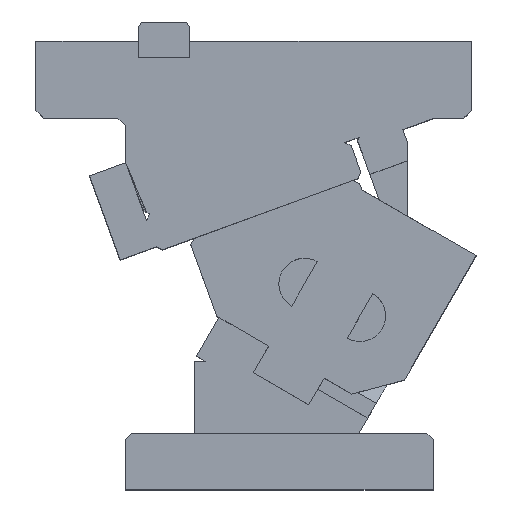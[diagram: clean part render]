
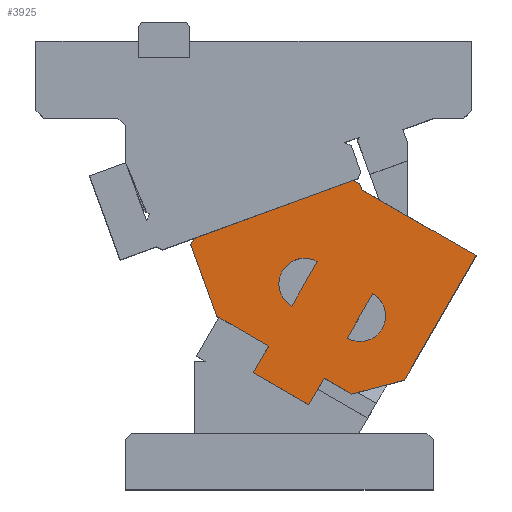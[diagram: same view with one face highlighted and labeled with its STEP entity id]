
A CAD part, top view. The second image highlights one B-rep face of the part: STEP entity #3925.
In plain terms, the highlighted planar face has unit normal (0, 0, 1).
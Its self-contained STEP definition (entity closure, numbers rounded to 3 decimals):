
#3565=CARTESIAN_POINT('Vertex',(-54.825,-35.269,0.)) ;
#3588=CARTESIAN_POINT('Vertex',(-44.825,-17.948,0.)) ;
#3591=CARTESIAN_POINT('Line Origine',(-49.825,-26.609,0.)) ;
#3671=CARTESIAN_POINT('Axis2P3D Location',(-71.475,-14.109,0.)) ;
#3675=CARTESIAN_POINT('Vertex',(-66.475,-5.448,0.)) ;
#3677=CARTESIAN_POINT('Vertex',(-80.538,-9.882,0.)) ;
#3710=CARTESIAN_POINT('Axis2P3D Location',(-71.475,-14.109,0.)) ;
#3714=CARTESIAN_POINT('Vertex',(-76.475,-22.769,0.)) ;
#3755=CARTESIAN_POINT('Line Origine',(-71.475,-14.109,0.)) ;
#3768=CARTESIAN_POINT('Axis2P3D Location',(-116.453,2.95,0.)) ;
#3773=CARTESIAN_POINT('Line Origine',(-18.509,-27.368,0.)) ;
#3777=CARTESIAN_POINT('Vertex',(-4.509,-3.119,0.)) ;
#3779=CARTESIAN_POINT('Vertex',(-32.509,-51.617,0.)) ;
#3782=CARTESIAN_POINT('Line Origine',(-26.819,9.761,0.)) ;
#3786=CARTESIAN_POINT('Vertex',(-49.128,22.642,0.)) ;
#3789=CARTESIAN_POINT('Line Origine',(-49.56,23.827,0.)) ;
#3793=CARTESIAN_POINT('Vertex',(-49.991,25.012,0.)) ;
#3796=CARTESIAN_POINT('Line Origine',(-51.273,25.609,0.)) ;
#3800=CARTESIAN_POINT('Vertex',(-52.554,26.207,0.)) ;
#3803=CARTESIAN_POINT('Line Origine',(-83.564,14.92,0.)) ;
#3807=CARTESIAN_POINT('Vertex',(-114.574,3.634,0.)) ;
#3810=CARTESIAN_POINT('Line Origine',(-115.172,2.352,0.)) ;
#3814=CARTESIAN_POINT('Vertex',(-115.769,1.07,0.)) ;
#3817=CARTESIAN_POINT('Line Origine',(-110.715,-12.817,0.)) ;
#3821=CARTESIAN_POINT('Vertex',(-105.661,-26.703,0.)) ;
#3824=CARTESIAN_POINT('Line Origine',(-95.568,-32.53,0.)) ;
#3828=CARTESIAN_POINT('Vertex',(-85.475,-38.357,0.)) ;
#3831=CARTESIAN_POINT('Line Origine',(-88.475,-43.553,0.)) ;
#3835=CARTESIAN_POINT('Vertex',(-91.475,-48.75,0.)) ;
#3838=CARTESIAN_POINT('Line Origine',(-80.65,-55.,0.)) ;
#3842=CARTESIAN_POINT('Vertex',(-69.825,-61.25,0.)) ;
#3845=CARTESIAN_POINT('Line Origine',(-66.825,-56.053,0.)) ;
#3849=CARTESIAN_POINT('Vertex',(-63.825,-50.857,0.)) ;
#3852=CARTESIAN_POINT('Line Origine',(-58.412,-53.982,0.)) ;
#3856=CARTESIAN_POINT('Vertex',(-52.999,-57.107,0.)) ;
#3859=CARTESIAN_POINT('Line Origine',(-42.754,-54.362,0.)) ;
#3885=CARTESIAN_POINT('Control Point',(-40.761,-30.835,0.)) ;
#3886=CARTESIAN_POINT('Control Point',(-40.369,-29.992,0.)) ;
#3887=CARTESIAN_POINT('Control Point',(-40.074,-29.104,0.)) ;
#3888=CARTESIAN_POINT('Control Point',(-39.884,-28.186,0.)) ;
#3889=CARTESIAN_POINT('Control Point',(-39.721,-26.321,0.)) ;
#3890=CARTESIAN_POINT('Control Point',(-39.989,-24.469,0.)) ;
#3891=CARTESIAN_POINT('Control Point',(-40.231,-23.563,0.)) ;
#3892=CARTESIAN_POINT('Control Point',(-40.921,-21.823,0.)) ;
#3893=CARTESIAN_POINT('Control Point',(-41.991,-20.288,0.)) ;
#3894=CARTESIAN_POINT('Control Point',(-42.614,-19.586,0.)) ;
#3895=CARTESIAN_POINT('Control Point',(-43.446,-18.844,0.)) ;
#3896=CARTESIAN_POINT('Control Point',(-44.367,-18.226,0.)) ;
#3897=CARTESIAN_POINT('Control Point',(-44.517,-18.13,0.)) ;
#3898=CARTESIAN_POINT('Control Point',(-44.67,-18.038,0.)) ;
#3899=CARTESIAN_POINT('Control Point',(-44.825,-17.948,0.)) ;
#3900=CARTESIAN_POINT('Vertex',(-40.761,-30.835,0.)) ;
#3904=CARTESIAN_POINT('Control Point',(-54.825,-35.269,0.)) ;
#3905=CARTESIAN_POINT('Control Point',(-54.02,-35.734,0.)) ;
#3906=CARTESIAN_POINT('Control Point',(-53.161,-36.105,0.)) ;
#3907=CARTESIAN_POINT('Control Point',(-52.262,-36.374,0.)) ;
#3908=CARTESIAN_POINT('Control Point',(-50.419,-36.699,0.)) ;
#3909=CARTESIAN_POINT('Control Point',(-48.551,-36.593,0.)) ;
#3910=CARTESIAN_POINT('Control Point',(-47.627,-36.431,0.)) ;
#3911=CARTESIAN_POINT('Control Point',(-45.833,-35.895,0.)) ;
#3912=CARTESIAN_POINT('Control Point',(-44.211,-34.963,0.)) ;
#3913=CARTESIAN_POINT('Control Point',(-43.457,-34.404,0.)) ;
#3914=CARTESIAN_POINT('Control Point',(-42.389,-33.399,0.)) ;
#3915=CARTESIAN_POINT('Control Point',(-41.524,-32.222,0.)) ;
#3916=CARTESIAN_POINT('Control Point',(-41.239,-31.776,0.)) ;
#3917=CARTESIAN_POINT('Control Point',(-40.984,-31.313,0.)) ;
#3918=CARTESIAN_POINT('Control Point',(-40.761,-30.835,0.)) ;
#3592=DIRECTION('Vector Direction',(0.5,0.866,0.)) ;
#3672=DIRECTION('Axis2P3D Direction',(0.,0.,-1.)) ;
#3711=DIRECTION('Axis2P3D Direction',(0.,0.,-1.)) ;
#3756=DIRECTION('Vector Direction',(-0.5,-0.866,0.)) ;
#3769=DIRECTION('Axis2P3D Direction',(0.,0.,-1.)) ;
#3770=DIRECTION('Axis2P3D XDirection',(-0.906,0.423,0.)) ;
#3774=DIRECTION('Vector Direction',(-0.5,-0.866,0.)) ;
#3783=DIRECTION('Vector Direction',(0.866,-0.5,0.)) ;
#3790=DIRECTION('Vector Direction',(-0.342,0.94,0.)) ;
#3797=DIRECTION('Vector Direction',(-0.906,0.423,0.)) ;
#3804=DIRECTION('Vector Direction',(0.94,0.342,0.)) ;
#3811=DIRECTION('Vector Direction',(-0.423,-0.906,0.)) ;
#3818=DIRECTION('Vector Direction',(0.342,-0.94,0.)) ;
#3825=DIRECTION('Vector Direction',(0.866,-0.5,0.)) ;
#3832=DIRECTION('Vector Direction',(-0.5,-0.866,0.)) ;
#3839=DIRECTION('Vector Direction',(0.866,-0.5,0.)) ;
#3846=DIRECTION('Vector Direction',(0.5,0.866,0.)) ;
#3853=DIRECTION('Vector Direction',(0.866,-0.5,0.)) ;
#3860=DIRECTION('Vector Direction',(-0.966,-0.259,0.)) ;
#3673=AXIS2_PLACEMENT_3D('Circle Axis2P3D',#3671,#3672,$) ;
#3712=AXIS2_PLACEMENT_3D('Circle Axis2P3D',#3710,#3711,$) ;
#3771=AXIS2_PLACEMENT_3D('Plane Axis2P3D',#3768,#3769,#3770) ;
#3865=ORIENTED_EDGE('',*,*,#3781,.F.) ;
#3866=ORIENTED_EDGE('',*,*,#3788,.F.) ;
#3867=ORIENTED_EDGE('',*,*,#3795,.T.) ;
#3868=ORIENTED_EDGE('',*,*,#3802,.T.) ;
#3869=ORIENTED_EDGE('',*,*,#3809,.F.) ;
#3870=ORIENTED_EDGE('',*,*,#3816,.T.) ;
#3871=ORIENTED_EDGE('',*,*,#3823,.T.) ;
#3872=ORIENTED_EDGE('',*,*,#3830,.T.) ;
#3873=ORIENTED_EDGE('',*,*,#3837,.T.) ;
#3874=ORIENTED_EDGE('',*,*,#3844,.T.) ;
#3875=ORIENTED_EDGE('',*,*,#3851,.T.) ;
#3876=ORIENTED_EDGE('',*,*,#3858,.T.) ;
#3877=ORIENTED_EDGE('',*,*,#3863,.F.) ;
#3880=ORIENTED_EDGE('',*,*,#3716,.F.) ;
#3881=ORIENTED_EDGE('',*,*,#3679,.F.) ;
#3882=ORIENTED_EDGE('',*,*,#3759,.T.) ;
#3921=ORIENTED_EDGE('',*,*,#3902,.F.) ;
#3922=ORIENTED_EDGE('',*,*,#3919,.F.) ;
#3923=ORIENTED_EDGE('',*,*,#3595,.T.) ;
#3883=FACE_BOUND('',#3879,.T.) ;
#3924=FACE_BOUND('',#3920,.T.) ;
#3593=VECTOR('Line Direction',#3592,1.) ;
#3757=VECTOR('Line Direction',#3756,1.) ;
#3775=VECTOR('Line Direction',#3774,1.) ;
#3784=VECTOR('Line Direction',#3783,1.) ;
#3791=VECTOR('Line Direction',#3790,1.) ;
#3798=VECTOR('Line Direction',#3797,1.) ;
#3805=VECTOR('Line Direction',#3804,1.) ;
#3812=VECTOR('Line Direction',#3811,1.) ;
#3819=VECTOR('Line Direction',#3818,1.) ;
#3826=VECTOR('Line Direction',#3825,1.) ;
#3833=VECTOR('Line Direction',#3832,1.) ;
#3840=VECTOR('Line Direction',#3839,1.) ;
#3847=VECTOR('Line Direction',#3846,1.) ;
#3854=VECTOR('Line Direction',#3853,1.) ;
#3861=VECTOR('Line Direction',#3860,1.) ;
#3925=ADVANCED_FACE('CAM SLIDER',(#3878,#3883,#3924),#3772,.F.) ;
#3884=B_SPLINE_CURVE_WITH_KNOTS('',5,(#3885,#3886,#3887,#3888,#3889,#3890,#3891,#3892,#3893,#3894,#3895,#3896,#3897,#3898,#3899),.UNSPECIFIED.,.F.,.U.,(6,3,3,3,6),(0.,6.587,13.173,19.76,21.024),.UNSPECIFIED.) ;
#3903=B_SPLINE_CURVE_WITH_KNOTS('',5,(#3904,#3905,#3906,#3907,#3908,#3909,#3910,#3911,#3912,#3913,#3914,#3915,#3916,#3917,#3918),.UNSPECIFIED.,.F.,.U.,(6,3,3,3,6),(0.,6.586,13.171,19.757,23.495),.UNSPECIFIED.) ;
#3674=CIRCLE('generated circle',#3673,10.) ;
#3713=CIRCLE('generated circle',#3712,10.) ;
#3595=EDGE_CURVE('',#3566,#3589,#3594,.T.) ;
#3679=EDGE_CURVE('',#3676,#3678,#3674,.F.) ;
#3716=EDGE_CURVE('',#3678,#3715,#3713,.F.) ;
#3759=EDGE_CURVE('',#3676,#3715,#3758,.T.) ;
#3781=EDGE_CURVE('',#3778,#3780,#3776,.T.) ;
#3788=EDGE_CURVE('',#3787,#3778,#3785,.T.) ;
#3795=EDGE_CURVE('',#3787,#3794,#3792,.T.) ;
#3802=EDGE_CURVE('',#3794,#3801,#3799,.T.) ;
#3809=EDGE_CURVE('',#3808,#3801,#3806,.T.) ;
#3816=EDGE_CURVE('',#3808,#3815,#3813,.T.) ;
#3823=EDGE_CURVE('',#3815,#3822,#3820,.T.) ;
#3830=EDGE_CURVE('',#3822,#3829,#3827,.T.) ;
#3837=EDGE_CURVE('',#3829,#3836,#3834,.T.) ;
#3844=EDGE_CURVE('',#3836,#3843,#3841,.T.) ;
#3851=EDGE_CURVE('',#3843,#3850,#3848,.T.) ;
#3858=EDGE_CURVE('',#3850,#3857,#3855,.T.) ;
#3863=EDGE_CURVE('',#3780,#3857,#3862,.T.) ;
#3902=EDGE_CURVE('',#3901,#3589,#3884,.T.) ;
#3919=EDGE_CURVE('',#3566,#3901,#3903,.T.) ;
#3864=EDGE_LOOP('',(#3865,#3866,#3867,#3868,#3869,#3870,#3871,#3872,#3873,#3874,#3875,#3876,#3877)) ;
#3879=EDGE_LOOP('',(#3880,#3881,#3882)) ;
#3920=EDGE_LOOP('',(#3921,#3922,#3923)) ;
#3878=FACE_OUTER_BOUND('',#3864,.T.) ;
#3594=LINE('Line',#3591,#3593) ;
#3758=LINE('Line',#3755,#3757) ;
#3776=LINE('Line',#3773,#3775) ;
#3785=LINE('Line',#3782,#3784) ;
#3792=LINE('Line',#3789,#3791) ;
#3799=LINE('Line',#3796,#3798) ;
#3806=LINE('Line',#3803,#3805) ;
#3813=LINE('Line',#3810,#3812) ;
#3820=LINE('Line',#3817,#3819) ;
#3827=LINE('Line',#3824,#3826) ;
#3834=LINE('Line',#3831,#3833) ;
#3841=LINE('Line',#3838,#3840) ;
#3848=LINE('Line',#3845,#3847) ;
#3855=LINE('Line',#3852,#3854) ;
#3862=LINE('Line',#3859,#3861) ;
#3772=PLANE('Plane',#3771) ;
#3566=VERTEX_POINT('',#3565) ;
#3589=VERTEX_POINT('',#3588) ;
#3676=VERTEX_POINT('',#3675) ;
#3678=VERTEX_POINT('',#3677) ;
#3715=VERTEX_POINT('',#3714) ;
#3778=VERTEX_POINT('',#3777) ;
#3780=VERTEX_POINT('',#3779) ;
#3787=VERTEX_POINT('',#3786) ;
#3794=VERTEX_POINT('',#3793) ;
#3801=VERTEX_POINT('',#3800) ;
#3808=VERTEX_POINT('',#3807) ;
#3815=VERTEX_POINT('',#3814) ;
#3822=VERTEX_POINT('',#3821) ;
#3829=VERTEX_POINT('',#3828) ;
#3836=VERTEX_POINT('',#3835) ;
#3843=VERTEX_POINT('',#3842) ;
#3850=VERTEX_POINT('',#3849) ;
#3857=VERTEX_POINT('',#3856) ;
#3901=VERTEX_POINT('',#3900) ;
